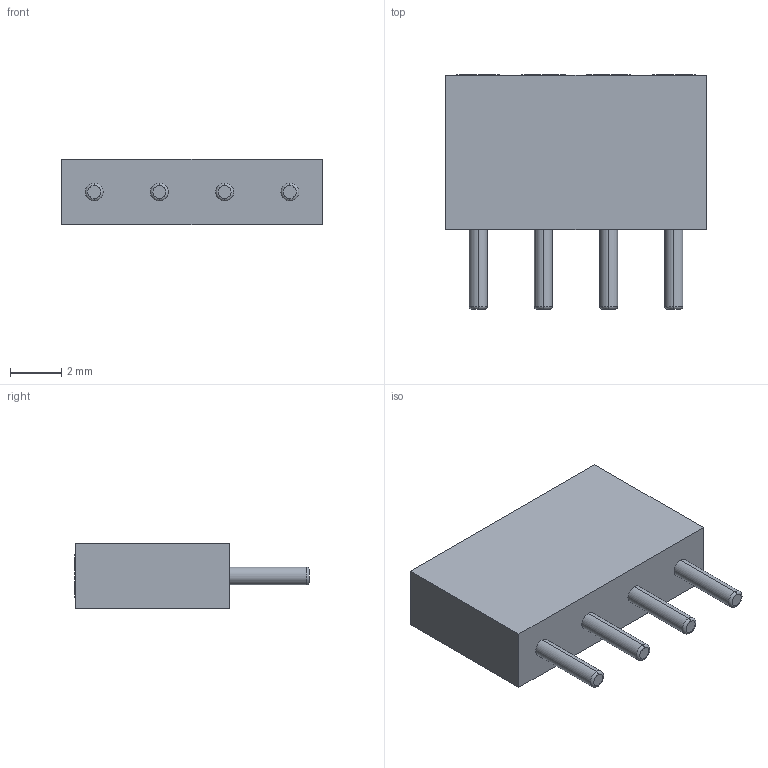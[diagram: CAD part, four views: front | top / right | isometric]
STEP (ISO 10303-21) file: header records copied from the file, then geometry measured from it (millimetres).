
FILE_DESCRIPTION (( 'STEP AP214' ), '1' );
FILE_NAME ('User Library-RM254_4pin.STEP', '2010-07-18T05:16:58', ( 'SysAdmin' ), ( 'SolidWorks' ), 'SwSTEP 2.0', 'SolidWorks 2010', '' );
FILE_SCHEMA (( 'AUTOMOTIVE_DESIGN' ));
Length unit declared in the file: millimetre
Products named in the file (1): User Library-RM254_4pin
Bounding box: 10.16 x 9.12 x 2.54 mm (x, y, z)
Volume: 153.6 mm3; surface area: 260.7 mm2
Topology: 1 solids, 1 shells, 58 faces, 116 edges, 72 vertices
Faces by surface type: cylinder 24, plane 18, torus 16
Entity records: 2204 total; most frequent: DIRECTION 314, CARTESIAN_POINT 247, ORIENTED_EDGE 232, AXIS2_PLACEMENT_3D 139, EDGE_CURVE 116, CIRCLE 80, VERTEX_POINT 72, EDGE_LOOP 70
